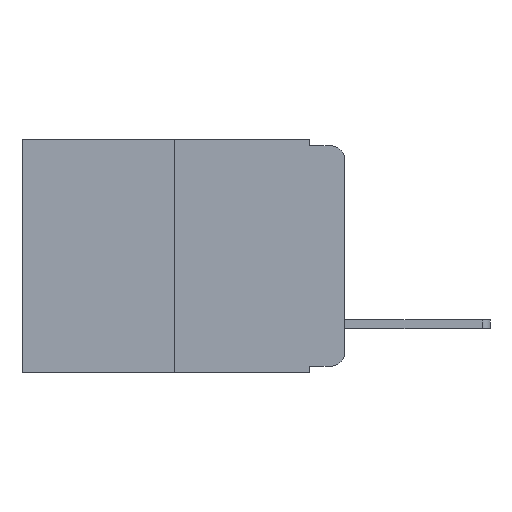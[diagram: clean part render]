
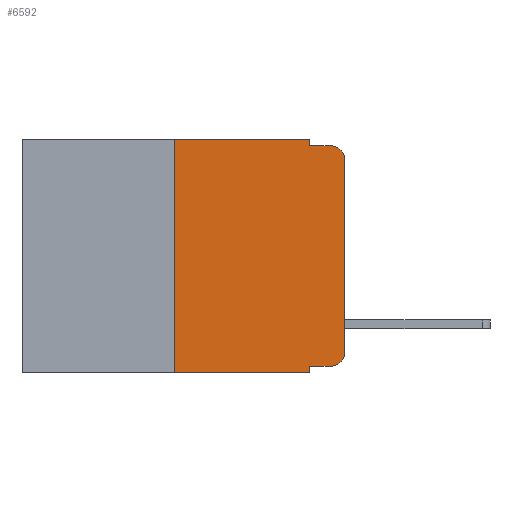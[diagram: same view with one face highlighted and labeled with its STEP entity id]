
A CAD part, left-side view. The second image highlights one B-rep face of the part: STEP entity #6592.
In plain terms, the highlighted planar face has unit normal (-1, 0, 0).
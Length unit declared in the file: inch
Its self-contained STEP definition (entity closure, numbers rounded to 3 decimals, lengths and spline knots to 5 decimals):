
#152 = VERTEX_POINT ( 'NONE', #13014 ) ;
#701 = VECTOR ( 'NONE', #14024, 39.37008 ) ;
#775 = VERTEX_POINT ( 'NONE', #14259 ) ;
#1022 = DIRECTION ( 'NONE',  ( 0., 0., -1. ) ) ;
#1066 = VECTOR ( 'NONE', #3118, 39.37008 ) ;
#1070 = AXIS2_PLACEMENT_3D ( 'NONE', #7359, #8512, #1022 ) ;
#1577 = VERTEX_POINT ( 'NONE', #8915 ) ;
#1745 = EDGE_CURVE ( 'NONE', #775, #2272, #7674, .T. ) ;
#2092 = VECTOR ( 'NONE', #14684, 39.37008 ) ;
#2272 = VERTEX_POINT ( 'NONE', #11348 ) ;
#2291 = CARTESIAN_POINT ( 'NONE',  ( 0., 0.25, 0. ) ) ;
#2382 = PLANE ( 'NONE',  #1070 ) ;
#2580 = VECTOR ( 'NONE', #10972, 39.37008 ) ;
#2679 = EDGE_CURVE ( 'NONE', #152, #775, #11399, .T. ) ;
#2836 = DIRECTION ( 'NONE',  ( -1., 0., 0. ) ) ;
#2937 = EDGE_LOOP ( 'NONE', ( #7748, #10696, #5122, #8478, #11352, #5853, #8834, #9186, #11981, #9537 ) ) ;
#3118 = DIRECTION ( 'NONE',  ( 0., -1., 0. ) ) ;
#3574 = CARTESIAN_POINT ( 'NONE',  ( 0., 0.051, -0.343 ) ) ;
#3576 = EDGE_CURVE ( 'NONE', #152, #8625, #10354, .T. ) ;
#3642 = LINE ( 'NONE', #14168, #11983 ) ;
#3844 = VERTEX_POINT ( 'NONE', #6952 ) ;
#3987 = LINE ( 'NONE', #6658, #701 ) ;
#4274 = FACE_OUTER_BOUND ( 'NONE', #2937, .T. ) ;
#4522 = EDGE_CURVE ( 'NONE', #4741, #4874, #3642, .T. ) ;
#4683 = EDGE_CURVE ( 'NONE', #4874, #13300, #10711, .T. ) ;
#4741 = VERTEX_POINT ( 'NONE', #14344 ) ;
#4874 = VERTEX_POINT ( 'NONE', #2291 ) ;
#5122 = ORIENTED_EDGE ( 'NONE', *, *, #6134, .F. ) ;
#5185 = CARTESIAN_POINT ( 'NONE',  ( 0., 0., 0. ) ) ;
#5357 = EDGE_CURVE ( 'NONE', #13300, #1577, #14747, .T. ) ;
#5853 = ORIENTED_EDGE ( 'NONE', *, *, #4522, .F. ) ;
#6134 = EDGE_CURVE ( 'NONE', #1577, #3844, #8655, .T. ) ;
#6559 = CARTESIAN_POINT ( 'NONE',  ( 0., 0.051, -0.01 ) ) ;
#6592 = ADVANCED_FACE ( 'NONE', ( #4274 ), #2382, .F. ) ;
#6658 = CARTESIAN_POINT ( 'NONE',  ( 0., 0.473, -0.343 ) ) ;
#6719 = DIRECTION ( 'NONE',  ( 0., 0., -1. ) ) ;
#6868 = EDGE_CURVE ( 'NONE', #13170, #3844, #12896, .T. ) ;
#6952 = CARTESIAN_POINT ( 'NONE',  ( 0., 0.02, -0.01 ) ) ;
#7081 = AXIS2_PLACEMENT_3D ( 'NONE', #9941, #2836, #11009 ) ;
#7358 = CARTESIAN_POINT ( 'NONE',  ( 0., 0., -0.03 ) ) ;
#7359 = CARTESIAN_POINT ( 'NONE',  ( 0., 0.473, 0. ) ) ;
#7606 = EDGE_CURVE ( 'NONE', #2272, #13170, #8257, .T. ) ;
#7674 = CIRCLE ( 'NONE', #12345, 0.02 ) ;
#7748 = ORIENTED_EDGE ( 'NONE', *, *, #7606, .T. ) ;
#8257 = LINE ( 'NONE', #5185, #2092 ) ;
#8478 = ORIENTED_EDGE ( 'NONE', *, *, #5357, .F. ) ;
#8512 = DIRECTION ( 'NONE',  ( 1., 0., 0. ) ) ;
#8545 = VECTOR ( 'NONE', #12151, 39.37008 ) ;
#8625 = VERTEX_POINT ( 'NONE', #3574 ) ;
#8655 = LINE ( 'NONE', #6559, #2580 ) ;
#8834 = ORIENTED_EDGE ( 'NONE', *, *, #9051, .T. ) ;
#8915 = CARTESIAN_POINT ( 'NONE',  ( 0., 0.051, -0.01 ) ) ;
#9051 = EDGE_CURVE ( 'NONE', #4741, #8625, #3987, .T. ) ;
#9186 = ORIENTED_EDGE ( 'NONE', *, *, #3576, .F. ) ;
#9537 = ORIENTED_EDGE ( 'NONE', *, *, #1745, .T. ) ;
#9941 = CARTESIAN_POINT ( 'NONE',  ( 0., 0.02, -0.03 ) ) ;
#10354 = LINE ( 'NONE', #12424, #12777 ) ;
#10557 = DIRECTION ( 'NONE',  ( -1., 0., 0. ) ) ;
#10696 = ORIENTED_EDGE ( 'NONE', *, *, #6868, .T. ) ;
#10711 = LINE ( 'NONE', #14217, #1066 ) ;
#10889 = CARTESIAN_POINT ( 'NONE',  ( 0., 0.02, -0.313 ) ) ;
#10972 = DIRECTION ( 'NONE',  ( 0., -1., 0. ) ) ;
#11009 = DIRECTION ( 'NONE',  ( 0., 0., -1. ) ) ;
#11021 = DIRECTION ( 'NONE',  ( 0., 0., 1. ) ) ;
#11348 = CARTESIAN_POINT ( 'NONE',  ( 0., 0., -0.313 ) ) ;
#11352 = ORIENTED_EDGE ( 'NONE', *, *, #4683, .F. ) ;
#11399 = LINE ( 'NONE', #13368, #8545 ) ;
#11981 = ORIENTED_EDGE ( 'NONE', *, *, #2679, .T. ) ;
#11983 = VECTOR ( 'NONE', #11021, 39.37008 ) ;
#12151 = DIRECTION ( 'NONE',  ( 0., -1., 0. ) ) ;
#12345 = AXIS2_PLACEMENT_3D ( 'NONE', #10889, #10557, #13548 ) ;
#12424 = CARTESIAN_POINT ( 'NONE',  ( 0., 0.051, 0. ) ) ;
#12463 = VECTOR ( 'NONE', #6719, 39.37008 ) ;
#12777 = VECTOR ( 'NONE', #14240, 39.37008 ) ;
#12871 = CARTESIAN_POINT ( 'NONE',  ( 0., 0.051, 0. ) ) ;
#12896 = CIRCLE ( 'NONE', #7081, 0.02 ) ;
#13014 = CARTESIAN_POINT ( 'NONE',  ( 0., 0.051, -0.333 ) ) ;
#13094 = CARTESIAN_POINT ( 'NONE',  ( 0., 0.051, 0. ) ) ;
#13170 = VERTEX_POINT ( 'NONE', #7358 ) ;
#13300 = VERTEX_POINT ( 'NONE', #12871 ) ;
#13368 = CARTESIAN_POINT ( 'NONE',  ( 0., 0.051, -0.333 ) ) ;
#13548 = DIRECTION ( 'NONE',  ( 0., 0., -1. ) ) ;
#14024 = DIRECTION ( 'NONE',  ( 0., -1., 0. ) ) ;
#14168 = CARTESIAN_POINT ( 'NONE',  ( 0., 0.25, 0. ) ) ;
#14217 = CARTESIAN_POINT ( 'NONE',  ( 0., 0.473, 0. ) ) ;
#14240 = DIRECTION ( 'NONE',  ( 0., 0., -1. ) ) ;
#14259 = CARTESIAN_POINT ( 'NONE',  ( 0., 0.02, -0.333 ) ) ;
#14344 = CARTESIAN_POINT ( 'NONE',  ( 0., 0.25, -0.343 ) ) ;
#14684 = DIRECTION ( 'NONE',  ( 0., 0., 1. ) ) ;
#14747 = LINE ( 'NONE', #13094, #12463 ) ;
